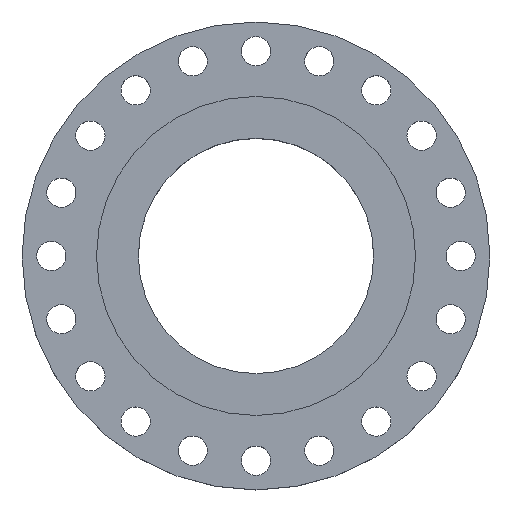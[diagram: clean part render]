
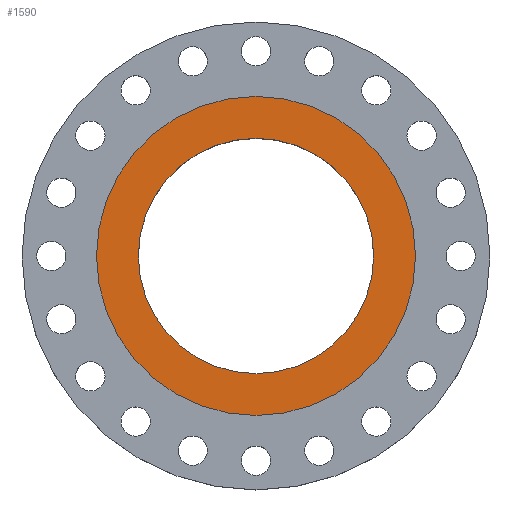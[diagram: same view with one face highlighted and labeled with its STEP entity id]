
A CAD part, top view. The second image highlights one B-rep face of the part: STEP entity #1590.
In plain terms, the highlighted planar face has unit normal (0, 0, 1).
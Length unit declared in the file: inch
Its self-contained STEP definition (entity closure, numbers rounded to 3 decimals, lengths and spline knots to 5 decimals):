
#43 = AXIS2_PLACEMENT_3D ( 'NONE', #1191, #84, #1178 ) ;
#84 = DIRECTION ( 'NONE',  ( 0., 0., 1. ) ) ;
#95 = FACE_BOUND ( 'NONE', #232, .T. ) ;
#114 = ORIENTED_EDGE ( 'NONE', *, *, #404, .F. ) ;
#143 = DIRECTION ( 'NONE',  ( 0., 0., 1. ) ) ;
#232 = EDGE_LOOP ( 'NONE', ( #114, #703 ) ) ;
#281 = CARTESIAN_POINT ( 'NONE',  ( 0., 0., 0. ) ) ;
#286 = CARTESIAN_POINT ( 'NONE',  ( 7.5, 0., 0. ) ) ;
#322 = DIRECTION ( 'NONE',  ( 0., 0., 1. ) ) ;
#359 = AXIS2_PLACEMENT_3D ( 'NONE', #281, #143, #756 ) ;
#404 = EDGE_CURVE ( 'NONE', #1116, #1756, #1629, .T. ) ;
#694 = DIRECTION ( 'NONE',  ( 0., 0., -1. ) ) ;
#701 = CARTESIAN_POINT ( 'NONE',  ( -5.531, 0., 0. ) ) ;
#703 = ORIENTED_EDGE ( 'NONE', *, *, #1786, .F. ) ;
#734 = PLANE ( 'NONE',  #797 ) ;
#756 = DIRECTION ( 'NONE',  ( 1., 0., 0. ) ) ;
#767 = VERTEX_POINT ( 'NONE', #1247 ) ;
#797 = AXIS2_PLACEMENT_3D ( 'NONE', #1517, #694, #1688 ) ;
#809 = CARTESIAN_POINT ( 'NONE',  ( 0., 0., 0. ) ) ;
#828 = DIRECTION ( 'NONE',  ( 0., 0., 1. ) ) ;
#829 = CIRCLE ( 'NONE', #1665, 5.531 ) ;
#838 = DIRECTION ( 'NONE',  ( 1., 0., 0. ) ) ;
#853 = EDGE_LOOP ( 'NONE', ( #1128, #1300 ) ) ;
#912 = EDGE_CURVE ( 'NONE', #767, #1344, #956, .T. ) ;
#922 = CIRCLE ( 'NONE', #43, 7.5 ) ;
#956 = CIRCLE ( 'NONE', #1130, 7.5 ) ;
#957 = CARTESIAN_POINT ( 'NONE',  ( 0., 0., 0. ) ) ;
#1037 = EDGE_CURVE ( 'NONE', #1344, #767, #922, .T. ) ;
#1116 = VERTEX_POINT ( 'NONE', #1653 ) ;
#1128 = ORIENTED_EDGE ( 'NONE', *, *, #1037, .T. ) ;
#1130 = AXIS2_PLACEMENT_3D ( 'NONE', #809, #828, #838 ) ;
#1178 = DIRECTION ( 'NONE',  ( 1., 0., 0. ) ) ;
#1191 = CARTESIAN_POINT ( 'NONE',  ( 0., 0., 0. ) ) ;
#1199 = FACE_OUTER_BOUND ( 'NONE', #853, .T. ) ;
#1247 = CARTESIAN_POINT ( 'NONE',  ( -7.5, 0., 0. ) ) ;
#1250 = DIRECTION ( 'NONE',  ( 1., 0., 0. ) ) ;
#1300 = ORIENTED_EDGE ( 'NONE', *, *, #912, .T. ) ;
#1344 = VERTEX_POINT ( 'NONE', #286 ) ;
#1517 = CARTESIAN_POINT ( 'NONE',  ( 0., 5.531, 0. ) ) ;
#1590 = ADVANCED_FACE ( 'NONE', ( #95, #1199 ), #734, .F. ) ;
#1629 = CIRCLE ( 'NONE', #359, 5.531 ) ;
#1653 = CARTESIAN_POINT ( 'NONE',  ( 5.531, 0., 0. ) ) ;
#1665 = AXIS2_PLACEMENT_3D ( 'NONE', #957, #322, #1250 ) ;
#1688 = DIRECTION ( 'NONE',  ( -1., 0., 0. ) ) ;
#1756 = VERTEX_POINT ( 'NONE', #701 ) ;
#1786 = EDGE_CURVE ( 'NONE', #1756, #1116, #829, .T. ) ;
